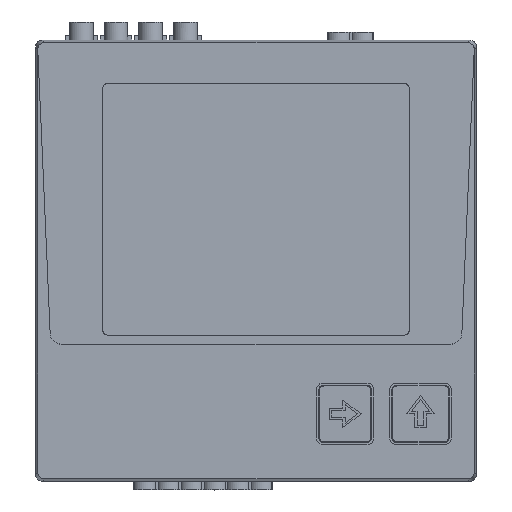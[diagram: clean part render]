
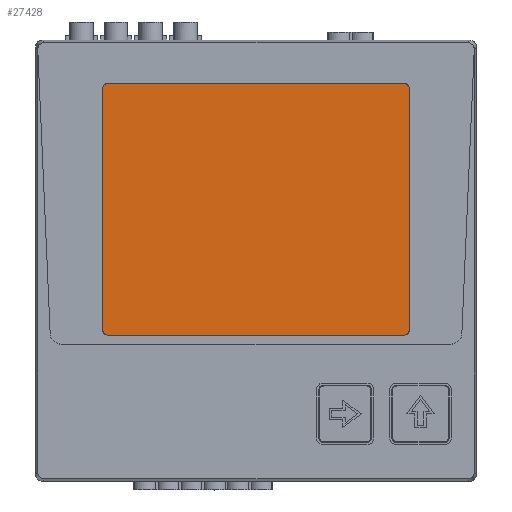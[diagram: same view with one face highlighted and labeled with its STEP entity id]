
A CAD part, top view. The second image highlights one B-rep face of the part: STEP entity #27428.
In plain terms, the highlighted planar face has unit normal (0, 0, 1).
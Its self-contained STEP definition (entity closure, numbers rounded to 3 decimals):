
#27173=AXIS2_PLACEMENT_3D('Circle Axis2P3D',#27171,#27172,$) ;
#27251=AXIS2_PLACEMENT_3D('Circle Axis2P3D',#27249,#27250,$) ;
#27315=AXIS2_PLACEMENT_3D('Circle Axis2P3D',#27313,#27314,$) ;
#27379=AXIS2_PLACEMENT_3D('Circle Axis2P3D',#27377,#27378,$) ;
#27416=AXIS2_PLACEMENT_3D('Plane Axis2P3D',#27413,#27414,#27415) ;
#27168=CARTESIAN_POINT('Vertex',(14.75,87.85,78.05)) ;
#27171=CARTESIAN_POINT('Axis2P3D Location',(15.75,87.85,78.05)) ;
#27175=CARTESIAN_POINT('Vertex',(15.75,88.85,78.05)) ;
#27214=CARTESIAN_POINT('Vertex',(14.75,34.85,78.05)) ;
#27217=CARTESIAN_POINT('Line Origine',(14.75,61.35,78.05)) ;
#27246=CARTESIAN_POINT('Vertex',(15.75,33.85,78.05)) ;
#27249=CARTESIAN_POINT('Axis2P3D Location',(15.75,34.85,78.05)) ;
#27278=CARTESIAN_POINT('Vertex',(80.75,33.85,78.05)) ;
#27281=CARTESIAN_POINT('Line Origine',(48.25,33.85,78.05)) ;
#27310=CARTESIAN_POINT('Vertex',(81.75,34.85,78.05)) ;
#27313=CARTESIAN_POINT('Axis2P3D Location',(80.75,34.85,78.05)) ;
#27342=CARTESIAN_POINT('Vertex',(81.75,87.85,78.05)) ;
#27345=CARTESIAN_POINT('Line Origine',(81.75,61.35,78.05)) ;
#27374=CARTESIAN_POINT('Vertex',(80.75,88.85,78.05)) ;
#27377=CARTESIAN_POINT('Axis2P3D Location',(80.75,87.85,78.05)) ;
#27400=CARTESIAN_POINT('Line Origine',(48.25,88.85,78.05)) ;
#27413=CARTESIAN_POINT('Axis2P3D Location',(0.,0.,78.05)) ;
#27172=DIRECTION('Axis2P3D Direction',(0.,0.,1.)) ;
#27218=DIRECTION('Vector Direction',(0.,-1.,0.)) ;
#27250=DIRECTION('Axis2P3D Direction',(0.,0.,1.)) ;
#27282=DIRECTION('Vector Direction',(-1.,0.,0.)) ;
#27314=DIRECTION('Axis2P3D Direction',(0.,0.,1.)) ;
#27346=DIRECTION('Vector Direction',(0.,1.,0.)) ;
#27378=DIRECTION('Axis2P3D Direction',(0.,0.,1.)) ;
#27401=DIRECTION('Vector Direction',(1.,0.,0.)) ;
#27414=DIRECTION('Axis2P3D Direction',(0.,0.,1.)) ;
#27415=DIRECTION('Axis2P3D XDirection',(1.,0.,0.)) ;
#27219=VECTOR('Line Direction',#27218,1.) ;
#27283=VECTOR('Line Direction',#27282,1.) ;
#27347=VECTOR('Line Direction',#27346,1.) ;
#27402=VECTOR('Line Direction',#27401,1.) ;
#27419=ORIENTED_EDGE('',*,*,#27177,.T.) ;
#27420=ORIENTED_EDGE('',*,*,#27221,.T.) ;
#27421=ORIENTED_EDGE('',*,*,#27253,.T.) ;
#27422=ORIENTED_EDGE('',*,*,#27285,.T.) ;
#27423=ORIENTED_EDGE('',*,*,#27317,.T.) ;
#27424=ORIENTED_EDGE('',*,*,#27349,.T.) ;
#27425=ORIENTED_EDGE('',*,*,#27381,.T.) ;
#27426=ORIENTED_EDGE('',*,*,#27404,.T.) ;
#27428=ADVANCED_FACE('MONITOR',(#27427),#27417,.T.) ;
#27174=CIRCLE('generated circle',#27173,1.) ;
#27252=CIRCLE('generated circle',#27251,1.) ;
#27316=CIRCLE('generated circle',#27315,1.) ;
#27380=CIRCLE('generated circle',#27379,1.) ;
#27177=EDGE_CURVE('',#27176,#27169,#27174,.T.) ;
#27221=EDGE_CURVE('',#27169,#27215,#27220,.T.) ;
#27253=EDGE_CURVE('',#27215,#27247,#27252,.T.) ;
#27285=EDGE_CURVE('',#27247,#27279,#27284,.F.) ;
#27317=EDGE_CURVE('',#27279,#27311,#27316,.T.) ;
#27349=EDGE_CURVE('',#27311,#27343,#27348,.T.) ;
#27381=EDGE_CURVE('',#27343,#27375,#27380,.T.) ;
#27404=EDGE_CURVE('',#27375,#27176,#27403,.F.) ;
#27418=EDGE_LOOP('',(#27419,#27420,#27421,#27422,#27423,#27424,#27425,#27426)) ;
#27427=FACE_OUTER_BOUND('',#27418,.T.) ;
#27220=LINE('Line',#27217,#27219) ;
#27284=LINE('Line',#27281,#27283) ;
#27348=LINE('Line',#27345,#27347) ;
#27403=LINE('Line',#27400,#27402) ;
#27417=PLANE('',#27416) ;
#27169=VERTEX_POINT('',#27168) ;
#27176=VERTEX_POINT('',#27175) ;
#27215=VERTEX_POINT('',#27214) ;
#27247=VERTEX_POINT('',#27246) ;
#27279=VERTEX_POINT('',#27278) ;
#27311=VERTEX_POINT('',#27310) ;
#27343=VERTEX_POINT('',#27342) ;
#27375=VERTEX_POINT('',#27374) ;
